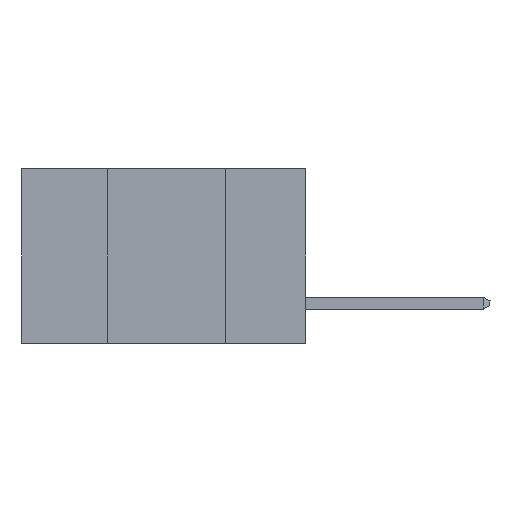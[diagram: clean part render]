
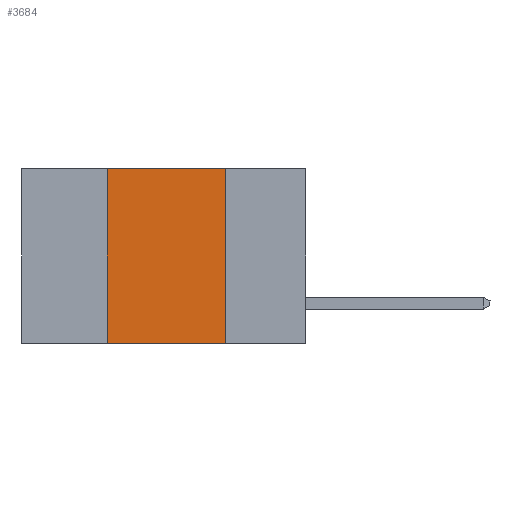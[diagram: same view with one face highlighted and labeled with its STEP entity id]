
A CAD part, left-side view. The second image highlights one B-rep face of the part: STEP entity #3684.
In plain terms, the highlighted planar face has unit normal (-1, 0, 0).
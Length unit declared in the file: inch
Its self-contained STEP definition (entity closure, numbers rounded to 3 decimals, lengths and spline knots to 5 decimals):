
#104 = EDGE_CURVE ( 'NONE', #16418, #6650, #14597, .T. ) ;
#132 = PLANE ( 'NONE',  #11186 ) ;
#145 = DIRECTION ( 'NONE',  ( 0., 0., -1. ) ) ;
#347 = CARTESIAN_POINT ( 'NONE',  ( 0., 0.17, -0.37 ) ) ;
#1167 = DIRECTION ( 'NONE',  ( 0., -1., 0. ) ) ;
#1185 = CARTESIAN_POINT ( 'NONE',  ( 0., 0.17, 0. ) ) ;
#1474 = ORIENTED_EDGE ( 'NONE', *, *, #18077, .T. ) ;
#1927 = LINE ( 'NONE', #347, #10320 ) ;
#2451 = CARTESIAN_POINT ( 'NONE',  ( 0., 0.6, -0.37 ) ) ;
#2865 = VECTOR ( 'NONE', #10511, 39.37008 ) ;
#3171 = VECTOR ( 'NONE', #1167, 39.37008 ) ;
#3684 = ADVANCED_FACE ( 'NONE', ( #16361 ), #132, .F. ) ;
#3970 = ORIENTED_EDGE ( 'NONE', *, *, #104, .F. ) ;
#4146 = CARTESIAN_POINT ( 'NONE',  ( 0., 0.42, -0.37 ) ) ;
#4342 = DIRECTION ( 'NONE',  ( 1., 0., 0. ) ) ;
#5551 = ORIENTED_EDGE ( 'NONE', *, *, #7747, .F. ) ;
#6041 = CARTESIAN_POINT ( 'NONE',  ( 0., 0.6, 0. ) ) ;
#6650 = VERTEX_POINT ( 'NONE', #8332 ) ;
#7312 = ORIENTED_EDGE ( 'NONE', *, *, #10675, .F. ) ;
#7747 = EDGE_CURVE ( 'NONE', #6650, #16406, #13466, .T. ) ;
#8332 = CARTESIAN_POINT ( 'NONE',  ( 0., 0.42, 0. ) ) ;
#10320 = VECTOR ( 'NONE', #145, 39.37008 ) ;
#10511 = DIRECTION ( 'NONE',  ( 0., -1., 0. ) ) ;
#10675 = EDGE_CURVE ( 'NONE', #16406, #18848, #1927, .T. ) ;
#11186 = AXIS2_PLACEMENT_3D ( 'NONE', #14702, #4342, #18014 ) ;
#13151 = CARTESIAN_POINT ( 'NONE',  ( 0., 0.42, -0.37 ) ) ;
#13466 = LINE ( 'NONE', #6041, #2865 ) ;
#14597 = LINE ( 'NONE', #13151, #15001 ) ;
#14702 = CARTESIAN_POINT ( 'NONE',  ( 0., 0.6, 0. ) ) ;
#15001 = VECTOR ( 'NONE', #15989, 39.37008 ) ;
#15645 = LINE ( 'NONE', #2451, #3171 ) ;
#15989 = DIRECTION ( 'NONE',  ( 0., 0., 1. ) ) ;
#16361 = FACE_OUTER_BOUND ( 'NONE', #16993, .T. ) ;
#16406 = VERTEX_POINT ( 'NONE', #1185 ) ;
#16418 = VERTEX_POINT ( 'NONE', #4146 ) ;
#16993 = EDGE_LOOP ( 'NONE', ( #7312, #5551, #3970, #1474 ) ) ;
#18014 = DIRECTION ( 'NONE',  ( 0., 0., -1. ) ) ;
#18077 = EDGE_CURVE ( 'NONE', #16418, #18848, #15645, .T. ) ;
#18848 = VERTEX_POINT ( 'NONE', #18909 ) ;
#18909 = CARTESIAN_POINT ( 'NONE',  ( 0., 0.17, -0.37 ) ) ;
